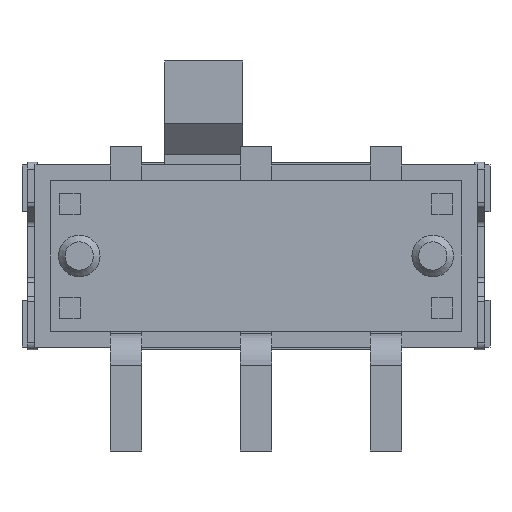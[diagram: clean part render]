
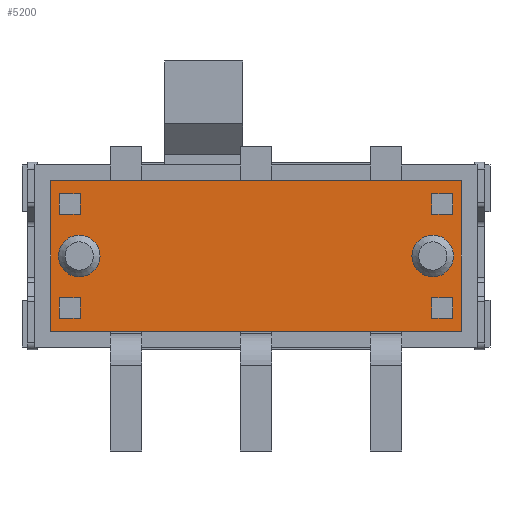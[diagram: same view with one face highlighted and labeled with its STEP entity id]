
A CAD part, front view. The second image highlights one B-rep face of the part: STEP entity #5200.
In plain terms, the highlighted planar face has unit normal (0, -1, 0).
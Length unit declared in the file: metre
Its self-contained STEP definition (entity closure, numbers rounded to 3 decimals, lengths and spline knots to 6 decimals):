
#20=FACE_BOUND('',#524,.T.);
#21=FACE_BOUND('',#525,.T.);
#22=FACE_BOUND('',#526,.T.);
#23=FACE_BOUND('',#527,.T.);
#24=FACE_BOUND('',#528,.T.);
#25=FACE_BOUND('',#529,.T.);
#108=CIRCLE('',#5511,0.0004);
#109=CIRCLE('',#5512,0.0004);
#246=FACE_OUTER_BOUND('',#523,.T.);
#523=EDGE_LOOP('',(#3435,#3436,#3437,#3438));
#524=EDGE_LOOP('',(#3439));
#525=EDGE_LOOP('',(#3440));
#526=EDGE_LOOP('',(#3441,#3442,#3443,#3444));
#527=EDGE_LOOP('',(#3445,#3446,#3447,#3448));
#528=EDGE_LOOP('',(#3449,#3450,#3451,#3452));
#529=EDGE_LOOP('',(#3453,#3454,#3455,#3456));
#864=LINE('',#7374,#1501);
#867=LINE('',#7387,#1504);
#868=LINE('',#7389,#1505);
#869=LINE('',#7391,#1506);
#870=LINE('',#7392,#1507);
#871=LINE('',#7399,#1508);
#872=LINE('',#7401,#1509);
#873=LINE('',#7403,#1510);
#874=LINE('',#7404,#1511);
#875=LINE('',#7407,#1512);
#876=LINE('',#7409,#1513);
#877=LINE('',#7411,#1514);
#878=LINE('',#7412,#1515);
#879=LINE('',#7415,#1516);
#880=LINE('',#7417,#1517);
#881=LINE('',#7419,#1518);
#882=LINE('',#7420,#1519);
#883=LINE('',#7422,#1520);
#884=LINE('',#7424,#1521);
#885=LINE('',#7425,#1522);
#1501=VECTOR('',#5960,1.);
#1504=VECTOR('',#5971,1.);
#1505=VECTOR('',#5972,1.);
#1506=VECTOR('',#5973,1.);
#1507=VECTOR('',#5974,1.);
#1508=VECTOR('',#5979,1.);
#1509=VECTOR('',#5980,1.);
#1510=VECTOR('',#5981,1.);
#1511=VECTOR('',#5982,1.);
#1512=VECTOR('',#5983,1.);
#1513=VECTOR('',#5984,1.);
#1514=VECTOR('',#5985,1.);
#1515=VECTOR('',#5986,1.);
#1516=VECTOR('',#5987,1.);
#1517=VECTOR('',#5988,1.);
#1518=VECTOR('',#5989,1.);
#1519=VECTOR('',#5990,1.);
#1520=VECTOR('',#5991,1.);
#1521=VECTOR('',#5992,1.);
#1522=VECTOR('',#5993,1.);
#2148=VERTEX_POINT('',#7367);
#2151=VERTEX_POINT('',#7372);
#2156=VERTEX_POINT('',#7385);
#2157=VERTEX_POINT('',#7386);
#2158=VERTEX_POINT('',#7388);
#2159=VERTEX_POINT('',#7390);
#2160=VERTEX_POINT('',#7393);
#2161=VERTEX_POINT('',#7395);
#2162=VERTEX_POINT('',#7397);
#2163=VERTEX_POINT('',#7398);
#2164=VERTEX_POINT('',#7400);
#2165=VERTEX_POINT('',#7402);
#2166=VERTEX_POINT('',#7405);
#2167=VERTEX_POINT('',#7406);
#2168=VERTEX_POINT('',#7408);
#2169=VERTEX_POINT('',#7410);
#2170=VERTEX_POINT('',#7413);
#2171=VERTEX_POINT('',#7414);
#2172=VERTEX_POINT('',#7416);
#2173=VERTEX_POINT('',#7418);
#2174=VERTEX_POINT('',#7421);
#2175=VERTEX_POINT('',#7423);
#2658=EDGE_CURVE('',#2151,#2148,#864,.T.);
#2663=EDGE_CURVE('',#2156,#2157,#867,.T.);
#2664=EDGE_CURVE('',#2158,#2156,#868,.T.);
#2665=EDGE_CURVE('',#2159,#2158,#869,.T.);
#2666=EDGE_CURVE('',#2157,#2159,#870,.T.);
#2667=EDGE_CURVE('',#2160,#2160,#108,.T.);
#2668=EDGE_CURVE('',#2161,#2161,#109,.T.);
#2669=EDGE_CURVE('',#2162,#2163,#871,.T.);
#2670=EDGE_CURVE('',#2164,#2162,#872,.T.);
#2671=EDGE_CURVE('',#2165,#2164,#873,.T.);
#2672=EDGE_CURVE('',#2163,#2165,#874,.T.);
#2673=EDGE_CURVE('',#2166,#2167,#875,.T.);
#2674=EDGE_CURVE('',#2168,#2166,#876,.T.);
#2675=EDGE_CURVE('',#2169,#2168,#877,.T.);
#2676=EDGE_CURVE('',#2167,#2169,#878,.T.);
#2677=EDGE_CURVE('',#2170,#2171,#879,.T.);
#2678=EDGE_CURVE('',#2172,#2170,#880,.T.);
#2679=EDGE_CURVE('',#2173,#2172,#881,.T.);
#2680=EDGE_CURVE('',#2171,#2173,#882,.T.);
#2681=EDGE_CURVE('',#2174,#2151,#883,.T.);
#2682=EDGE_CURVE('',#2175,#2174,#884,.T.);
#2683=EDGE_CURVE('',#2148,#2175,#885,.T.);
#3435=ORIENTED_EDGE('',*,*,#2663,.F.);
#3436=ORIENTED_EDGE('',*,*,#2664,.F.);
#3437=ORIENTED_EDGE('',*,*,#2665,.F.);
#3438=ORIENTED_EDGE('',*,*,#2666,.F.);
#3439=ORIENTED_EDGE('',*,*,#2667,.F.);
#3440=ORIENTED_EDGE('',*,*,#2668,.F.);
#3441=ORIENTED_EDGE('',*,*,#2669,.F.);
#3442=ORIENTED_EDGE('',*,*,#2670,.F.);
#3443=ORIENTED_EDGE('',*,*,#2671,.F.);
#3444=ORIENTED_EDGE('',*,*,#2672,.F.);
#3445=ORIENTED_EDGE('',*,*,#2673,.F.);
#3446=ORIENTED_EDGE('',*,*,#2674,.F.);
#3447=ORIENTED_EDGE('',*,*,#2675,.F.);
#3448=ORIENTED_EDGE('',*,*,#2676,.F.);
#3449=ORIENTED_EDGE('',*,*,#2677,.F.);
#3450=ORIENTED_EDGE('',*,*,#2678,.F.);
#3451=ORIENTED_EDGE('',*,*,#2679,.F.);
#3452=ORIENTED_EDGE('',*,*,#2680,.F.);
#3453=ORIENTED_EDGE('',*,*,#2681,.F.);
#3454=ORIENTED_EDGE('',*,*,#2682,.F.);
#3455=ORIENTED_EDGE('',*,*,#2683,.F.);
#3456=ORIENTED_EDGE('',*,*,#2658,.F.);
#4903=PLANE('',#5510);
#5200=ADVANCED_FACE('',(#246,#20,#21,#22,#23,#24,#25),#4903,.F.);
#5510=AXIS2_PLACEMENT_3D('',#7384,#5969,#5970);
#5511=AXIS2_PLACEMENT_3D('',#7394,#5975,#5976);
#5512=AXIS2_PLACEMENT_3D('',#7396,#5977,#5978);
#5960=DIRECTION('',(1.,0.,0.));
#5969=DIRECTION('center_axis',(0.,1.,0.));
#5970=DIRECTION('ref_axis',(1.,0.,0.));
#5971=DIRECTION('',(1.,0.,0.));
#5972=DIRECTION('',(0.,0.,1.));
#5973=DIRECTION('',(-1.,0.,0.));
#5974=DIRECTION('',(0.,0.,-1.));
#5975=DIRECTION('center_axis',(0.,-1.,0.));
#5976=DIRECTION('ref_axis',(-1.,0.,0.));
#5977=DIRECTION('center_axis',(0.,-1.,0.));
#5978=DIRECTION('ref_axis',(-1.,0.,0.));
#5979=DIRECTION('',(0.,0.,1.));
#5980=DIRECTION('',(1.,0.,0.));
#5981=DIRECTION('',(0.,0.,-1.));
#5982=DIRECTION('',(-1.,0.,0.));
#5983=DIRECTION('',(-1.,0.,0.));
#5984=DIRECTION('',(0.,0.,1.));
#5985=DIRECTION('',(1.,0.,0.));
#5986=DIRECTION('',(0.,0.,-1.));
#5987=DIRECTION('',(1.,0.,0.));
#5988=DIRECTION('',(0.,0.,-1.));
#5989=DIRECTION('',(-1.,0.,0.));
#5990=DIRECTION('',(0.,0.,1.));
#5991=DIRECTION('',(0.,0.,-1.));
#5992=DIRECTION('',(-1.,0.,0.));
#5993=DIRECTION('',(0.,0.,1.));
#7367=CARTESIAN_POINT('',(0.00378,0.,0.0008));
#7372=CARTESIAN_POINT('',(0.00338,0.,0.0008));
#7374=CARTESIAN_POINT('',(0.00338,0.,0.0008));
#7384=CARTESIAN_POINT('Origin',(0.,0.,0.));
#7385=CARTESIAN_POINT('',(-0.00395,0.,0.00145));
#7386=CARTESIAN_POINT('',(0.00395,0.,0.00145));
#7387=CARTESIAN_POINT('',(-0.00395,0.,0.00145));
#7388=CARTESIAN_POINT('',(-0.00395,0.,-0.00145));
#7389=CARTESIAN_POINT('',(-0.00395,0.,-0.00145));
#7390=CARTESIAN_POINT('',(0.00395,0.,-0.00145));
#7391=CARTESIAN_POINT('',(0.00395,0.,-0.00145));
#7392=CARTESIAN_POINT('',(0.00395,0.,0.00145));
#7393=CARTESIAN_POINT('',(0.003,0.,0.));
#7394=CARTESIAN_POINT('Origin',(0.0034,0.,0.));
#7395=CARTESIAN_POINT('',(-0.0038,0.,0.));
#7396=CARTESIAN_POINT('Origin',(-0.0034,0.,0.));
#7397=CARTESIAN_POINT('',(-0.00338,0.,-0.0012));
#7398=CARTESIAN_POINT('',(-0.00338,0.,-0.0008));
#7399=CARTESIAN_POINT('',(-0.00338,0.,-0.0012));
#7400=CARTESIAN_POINT('',(-0.00378,0.,-0.0012));
#7401=CARTESIAN_POINT('',(-0.00378,0.,-0.0012));
#7402=CARTESIAN_POINT('',(-0.00378,0.,-0.0008));
#7403=CARTESIAN_POINT('',(-0.00378,0.,-0.0008));
#7404=CARTESIAN_POINT('',(-0.00338,0.,-0.0008));
#7405=CARTESIAN_POINT('',(0.00378,0.,-0.0008));
#7406=CARTESIAN_POINT('',(0.00338,0.,-0.0008));
#7407=CARTESIAN_POINT('',(0.00378,0.,-0.0008));
#7408=CARTESIAN_POINT('',(0.00378,0.,-0.0012));
#7409=CARTESIAN_POINT('',(0.00378,0.,-0.0012));
#7410=CARTESIAN_POINT('',(0.00338,0.,-0.0012));
#7411=CARTESIAN_POINT('',(0.00338,0.,-0.0012));
#7412=CARTESIAN_POINT('',(0.00338,0.,-0.0008));
#7413=CARTESIAN_POINT('',(-0.00378,0.,0.0008));
#7414=CARTESIAN_POINT('',(-0.00338,0.,0.0008));
#7415=CARTESIAN_POINT('',(-0.00378,0.,0.0008));
#7416=CARTESIAN_POINT('',(-0.00378,0.,0.0012));
#7417=CARTESIAN_POINT('',(-0.00378,0.,0.0012));
#7418=CARTESIAN_POINT('',(-0.00338,0.,0.0012));
#7419=CARTESIAN_POINT('',(-0.00338,0.,0.0012));
#7420=CARTESIAN_POINT('',(-0.00338,0.,0.0008));
#7421=CARTESIAN_POINT('',(0.00338,0.,0.0012));
#7422=CARTESIAN_POINT('',(0.00338,0.,0.0012));
#7423=CARTESIAN_POINT('',(0.00378,0.,0.0012));
#7424=CARTESIAN_POINT('',(0.00378,0.,0.0012));
#7425=CARTESIAN_POINT('',(0.00378,0.,0.0008));
